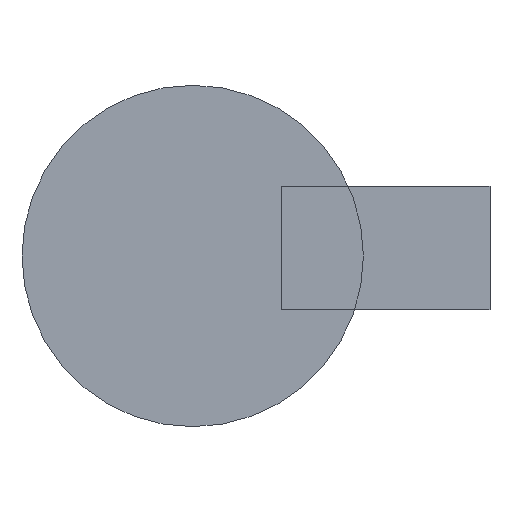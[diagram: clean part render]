
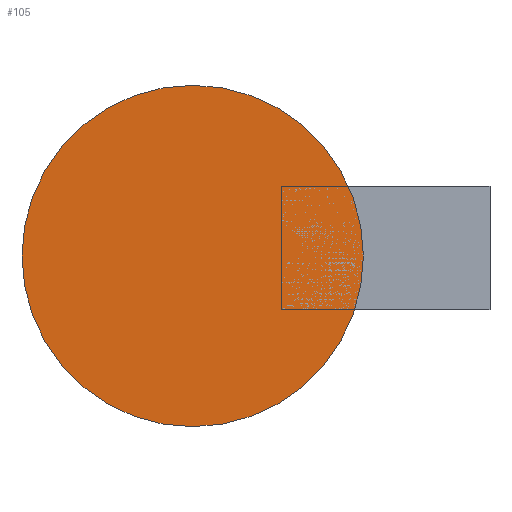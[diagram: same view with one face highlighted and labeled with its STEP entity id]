
A CAD part, left-side view. The second image highlights one B-rep face of the part: STEP entity #105.
In plain terms, the highlighted planar face has unit normal (-1, 0, 0).
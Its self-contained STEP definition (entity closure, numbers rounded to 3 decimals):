
#55=AXIS2_PLACEMENT_3D('Circle Axis2P3D',#53,#54,$) ;
#81=AXIS2_PLACEMENT_3D('Circle Axis2P3D',#79,#80,$) ;
#99=AXIS2_PLACEMENT_3D('Plane Axis2P3D',#96,#97,#98) ;
#48=CARTESIAN_POINT('Vertex',(0.,75.266,-7.519)) ;
#53=CARTESIAN_POINT('Axis2P3D Location',(0.,-4.01,-7.519)) ;
#57=CARTESIAN_POINT('Vertex',(0.,-83.287,-7.519)) ;
#79=CARTESIAN_POINT('Axis2P3D Location',(0.,-4.01,-7.519)) ;
#96=CARTESIAN_POINT('Axis2P3D Location',(0.,0.,0.)) ;
#54=DIRECTION('Axis2P3D Direction',(1.,0.,0.)) ;
#80=DIRECTION('Axis2P3D Direction',(1.,0.,0.)) ;
#97=DIRECTION('Axis2P3D Direction',(1.,0.,0.)) ;
#98=DIRECTION('Axis2P3D XDirection',(0.,1.,0.)) ;
#102=ORIENTED_EDGE('',*,*,#83,.F.) ;
#103=ORIENTED_EDGE('',*,*,#59,.F.) ;
#105=ADVANCED_FACE('',(#104),#100,.F.) ;
#56=CIRCLE('generated circle',#55,79.276) ;
#82=CIRCLE('generated circle',#81,79.276) ;
#59=EDGE_CURVE('',#49,#58,#56,.T.) ;
#83=EDGE_CURVE('',#58,#49,#82,.T.) ;
#101=EDGE_LOOP('',(#102,#103)) ;
#104=FACE_OUTER_BOUND('',#101,.T.) ;
#100=PLANE('Plane',#99) ;
#49=VERTEX_POINT('',#48) ;
#58=VERTEX_POINT('',#57) ;
